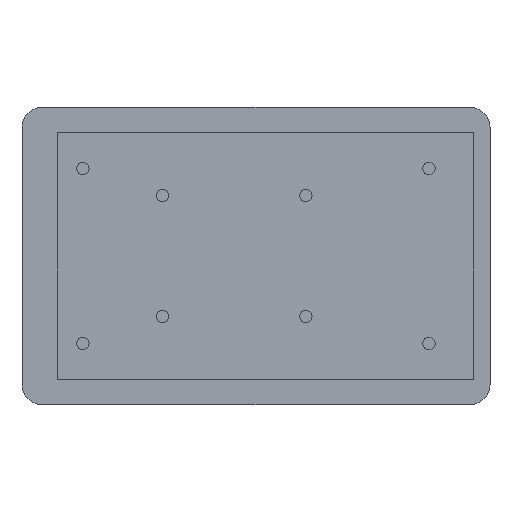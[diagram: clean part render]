
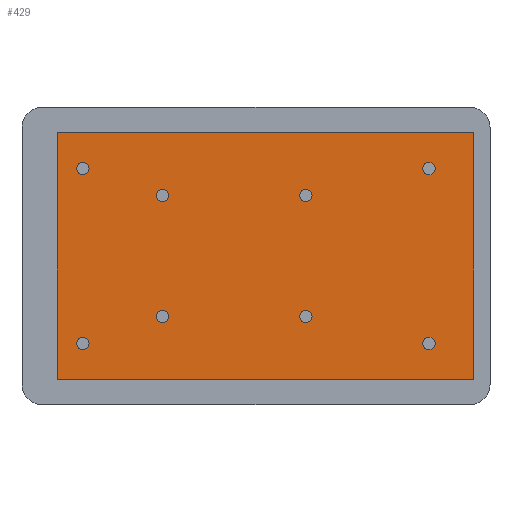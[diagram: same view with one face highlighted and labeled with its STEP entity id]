
A CAD part, top view. The second image highlights one B-rep face of the part: STEP entity #429.
In plain terms, the highlighted planar face has unit normal (0, 0, 1).
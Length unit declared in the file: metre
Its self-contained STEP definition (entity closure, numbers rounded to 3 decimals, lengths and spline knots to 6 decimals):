
#32=CIRCLE('',#482,0.0025);
#33=CIRCLE('',#483,0.0025);
#34=CIRCLE('',#484,0.0025);
#35=CIRCLE('',#485,0.0025);
#36=CIRCLE('',#486,0.0025);
#37=CIRCLE('',#487,0.0025);
#38=CIRCLE('',#488,0.0025);
#39=CIRCLE('',#489,0.0025);
#116=ORIENTED_EDGE('',*,*,#188,.F.);
#117=ORIENTED_EDGE('',*,*,#189,.F.);
#118=ORIENTED_EDGE('',*,*,#190,.F.);
#119=ORIENTED_EDGE('',*,*,#191,.F.);
#120=ORIENTED_EDGE('',*,*,#192,.F.);
#121=ORIENTED_EDGE('',*,*,#193,.F.);
#122=ORIENTED_EDGE('',*,*,#194,.F.);
#123=ORIENTED_EDGE('',*,*,#195,.F.);
#124=ORIENTED_EDGE('',*,*,#181,.F.);
#125=ORIENTED_EDGE('',*,*,#184,.T.);
#126=ORIENTED_EDGE('',*,*,#186,.T.);
#127=ORIENTED_EDGE('',*,*,#187,.F.);
#181=EDGE_CURVE('',#224,#225,#265,.T.);
#184=EDGE_CURVE('',#224,#226,#268,.T.);
#186=EDGE_CURVE('',#226,#227,#270,.T.);
#187=EDGE_CURVE('',#225,#227,#271,.T.);
#188=EDGE_CURVE('',#228,#228,#32,.T.);
#189=EDGE_CURVE('',#229,#229,#33,.T.);
#190=EDGE_CURVE('',#230,#230,#34,.T.);
#191=EDGE_CURVE('',#231,#231,#35,.T.);
#192=EDGE_CURVE('',#232,#232,#36,.T.);
#193=EDGE_CURVE('',#233,#233,#37,.T.);
#194=EDGE_CURVE('',#234,#234,#38,.T.);
#195=EDGE_CURVE('',#235,#235,#39,.T.);
#224=VERTEX_POINT('',#715);
#225=VERTEX_POINT('',#717);
#226=VERTEX_POINT('',#721);
#227=VERTEX_POINT('',#725);
#228=VERTEX_POINT('',#731);
#229=VERTEX_POINT('',#733);
#230=VERTEX_POINT('',#735);
#231=VERTEX_POINT('',#737);
#232=VERTEX_POINT('',#739);
#233=VERTEX_POINT('',#741);
#234=VERTEX_POINT('',#743);
#235=VERTEX_POINT('',#745);
#265=LINE('',#716,#293);
#268=LINE('',#722,#296);
#270=LINE('',#726,#298);
#271=LINE('',#728,#299);
#293=VECTOR('',#575,1.);
#296=VECTOR('',#580,1.);
#298=VECTOR('',#584,1.);
#299=VECTOR('',#587,1.);
#315=EDGE_LOOP('',(#116));
#316=EDGE_LOOP('',(#117));
#317=EDGE_LOOP('',(#118));
#318=EDGE_LOOP('',(#119));
#319=EDGE_LOOP('',(#120));
#320=EDGE_LOOP('',(#121));
#321=EDGE_LOOP('',(#122));
#322=EDGE_LOOP('',(#123));
#323=EDGE_LOOP('',(#124,#125,#126,#127));
#363=FACE_BOUND('',#315,.T.);
#364=FACE_BOUND('',#316,.T.);
#365=FACE_BOUND('',#317,.T.);
#366=FACE_BOUND('',#318,.T.);
#367=FACE_BOUND('',#319,.T.);
#368=FACE_BOUND('',#320,.T.);
#369=FACE_BOUND('',#321,.T.);
#370=FACE_BOUND('',#322,.T.);
#371=FACE_BOUND('',#323,.T.);
#406=PLANE('',#481);
#429=ADVANCED_FACE('',(#363,#364,#365,#366,#367,#368,#369,#370,#371),#406,
 .T.);
#481=AXIS2_PLACEMENT_3D('',#729,#588,#589);
#482=AXIS2_PLACEMENT_3D('',#730,#590,#591);
#483=AXIS2_PLACEMENT_3D('',#732,#592,#593);
#484=AXIS2_PLACEMENT_3D('',#734,#594,#595);
#485=AXIS2_PLACEMENT_3D('',#736,#596,#597);
#486=AXIS2_PLACEMENT_3D('',#738,#598,#599);
#487=AXIS2_PLACEMENT_3D('',#740,#600,#601);
#488=AXIS2_PLACEMENT_3D('',#742,#602,#603);
#489=AXIS2_PLACEMENT_3D('',#744,#604,#605);
#575=DIRECTION('',(-1.,0.,0.));
#580=DIRECTION('',(0.,1.,0.));
#584=DIRECTION('',(-1.,0.,0.));
#587=DIRECTION('',(0.,1.,0.));
#588=DIRECTION('',(0.,0.,1.));
#589=DIRECTION('',(1.,0.,0.));
#590=DIRECTION('',(0.,0.,1.));
#591=DIRECTION('',(1.,0.,0.));
#592=DIRECTION('',(0.,0.,1.));
#593=DIRECTION('',(1.,0.,0.));
#594=DIRECTION('',(0.,0.,1.));
#595=DIRECTION('',(1.,0.,0.));
#596=DIRECTION('',(0.,0.,1.));
#597=DIRECTION('',(1.,0.,0.));
#598=DIRECTION('',(0.,0.,1.));
#599=DIRECTION('',(1.,0.,0.));
#600=DIRECTION('',(0.,0.,1.));
#601=DIRECTION('',(1.,0.,0.));
#602=DIRECTION('',(0.,0.,1.));
#603=DIRECTION('',(1.,0.,0.));
#604=DIRECTION('',(0.,0.,1.));
#605=DIRECTION('',(1.,0.,0.));
#715=CARTESIAN_POINT('',(0.08821,-0.049855,0.00575));
#716=CARTESIAN_POINT('',(0.003935,-0.049855,0.00575));
#717=CARTESIAN_POINT('',(-0.08034,-0.049855,0.00575));
#721=CARTESIAN_POINT('',(0.08821,0.049855,0.00575));
#722=CARTESIAN_POINT('',(0.08821,0.,0.00575));
#725=CARTESIAN_POINT('',(-0.08034,0.049855,0.00575));
#726=CARTESIAN_POINT('',(0.003935,0.049855,0.00575));
#728=CARTESIAN_POINT('',(-0.08034,0.,0.00575));
#729=CARTESIAN_POINT('',(0.00005,0.,0.00575));
#730=CARTESIAN_POINT('',(-0.03779,-0.0245,0.00575));
#731=CARTESIAN_POINT('',(-0.03529,-0.0245,0.00575));
#732=CARTESIAN_POINT('',(0.02021,-0.0245,0.00575));
#733=CARTESIAN_POINT('',(0.02271,-0.0245,0.00575));
#734=CARTESIAN_POINT('',(0.02021,0.0245,0.00575));
#735=CARTESIAN_POINT('',(0.02271,0.0245,0.00575));
#736=CARTESIAN_POINT('',(-0.03779,0.0245,0.00575));
#737=CARTESIAN_POINT('',(-0.03529,0.0245,0.00575));
#738=CARTESIAN_POINT('',(0.07,0.035355,0.00575));
#739=CARTESIAN_POINT('',(0.0725,0.035355,0.00575));
#740=CARTESIAN_POINT('',(0.07,-0.035355,0.00575));
#741=CARTESIAN_POINT('',(0.0725,-0.035355,0.00575));
#742=CARTESIAN_POINT('',(-0.07,-0.035355,0.00575));
#743=CARTESIAN_POINT('',(-0.0675,-0.035355,0.00575));
#744=CARTESIAN_POINT('',(-0.07,0.035355,0.00575));
#745=CARTESIAN_POINT('',(-0.0675,0.035355,0.00575));
